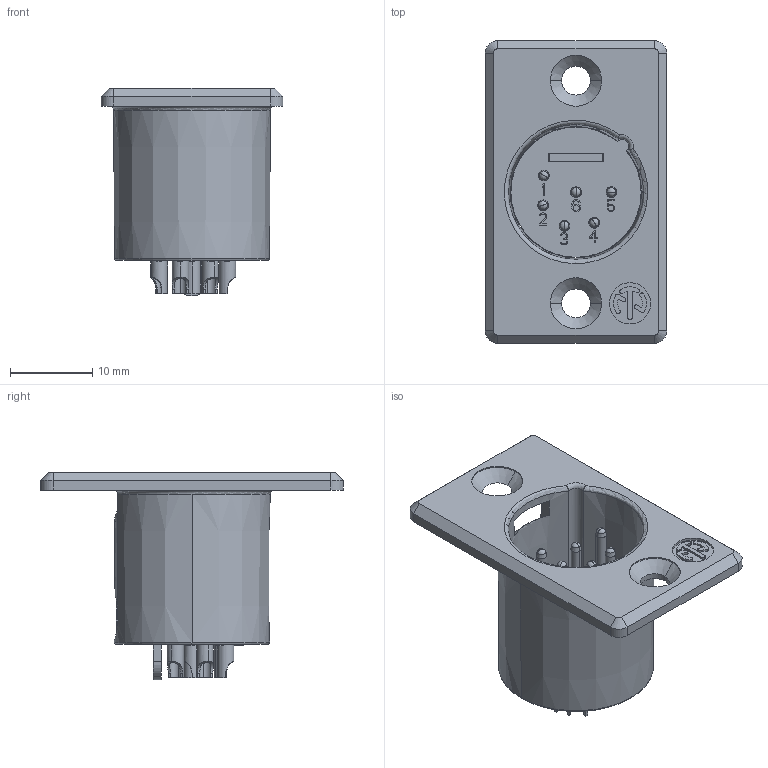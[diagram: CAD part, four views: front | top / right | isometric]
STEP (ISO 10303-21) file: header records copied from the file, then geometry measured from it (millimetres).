
FILE_DESCRIPTION((''),'2;1');
FILE_NAME('NC6MP','2019-10-14T07:13:01',('odo'),(''),'CREO PARAMETRIC BY PTC INC, 2019080','CREO PARAMETRIC BY PTC INC, 2019080','');
FILE_SCHEMA(('CONFIG_CONTROL_DESIGN'));
Length unit declared in the file: millimetre
Products named in the file (1): NC6MP
Bounding box: 22 x 36.7 x 25.2 mm (x, y, z)
Volume: 3863.6 mm3; surface area: 5080.8 mm2
Topology: 1 solids, 8 shells, 840 faces, 2326 edges, 1515 vertices
Faces by surface type: plane 643, cylinder 121, cone 44, torus 19, sphere 13
Entity records: 26758 total; most frequent: CARTESIAN_POINT 5162, ORIENTED_EDGE 4598, DIRECTION 4243, EDGE_CURVE 2301, VECTOR 1921, LINE 1921, VERTEX_POINT 1515, AXIS2_PLACEMENT_3D 1161
